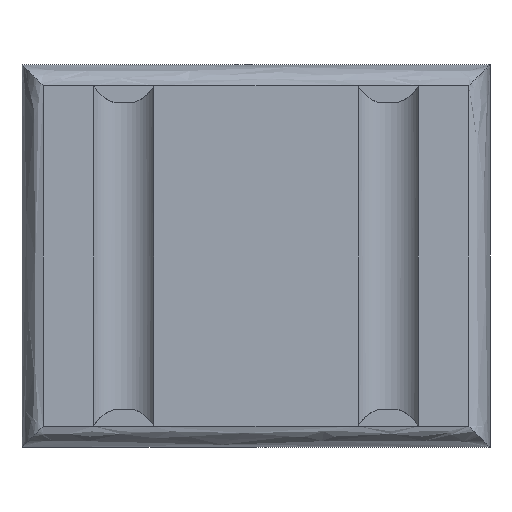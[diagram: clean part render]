
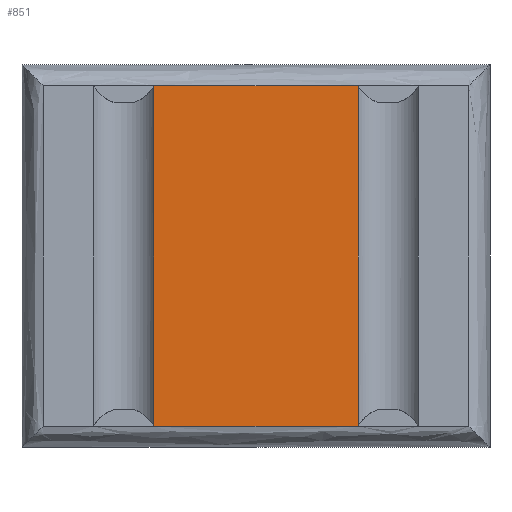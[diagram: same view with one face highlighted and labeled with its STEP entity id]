
A CAD part, front view. The second image highlights one B-rep face of the part: STEP entity #851.
In plain terms, the highlighted planar face has unit normal (0, -1, 0).
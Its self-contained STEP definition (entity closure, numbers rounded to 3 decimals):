
#5 = VERTEX_POINT ( 'NONE', #358 ) ;
#68 = CARTESIAN_POINT ( 'NONE',  ( -1.25, -0.975, -1. ) ) ;
#90 = ORIENTED_EDGE ( 'NONE', *, *, #1379, .T. ) ;
#117 = EDGE_LOOP ( 'NONE', ( #345, #1426, #90, #1216 ) ) ;
#141 = VERTEX_POINT ( 'NONE', #351 ) ;
#302 = LINE ( 'NONE', #1199, #1111 ) ;
#345 = ORIENTED_EDGE ( 'NONE', *, *, #485, .F. ) ;
#351 = CARTESIAN_POINT ( 'NONE',  ( -0.6, -0.975, -1. ) ) ;
#354 = VECTOR ( 'NONE', #877, 1000. ) ;
#358 = CARTESIAN_POINT ( 'NONE',  ( -0.6, -0.975, 1. ) ) ;
#441 = VECTOR ( 'NONE', #460, 1000. ) ;
#460 = DIRECTION ( 'NONE',  ( 0., 0., 1. ) ) ;
#485 = EDGE_CURVE ( 'NONE', #141, #5, #302, .T. ) ;
#530 = LINE ( 'NONE', #857, #835 ) ;
#544 = DIRECTION ( 'NONE',  ( 0., 0., 1. ) ) ;
#554 = EDGE_CURVE ( 'NONE', #788, #5, #530, .T. ) ;
#564 = CARTESIAN_POINT ( 'NONE',  ( 0.6, -0.975, -1. ) ) ;
#642 = DIRECTION ( 'NONE',  ( 0., -1., 0. ) ) ;
#650 = PLANE ( 'NONE',  #1367 ) ;
#659 = FACE_OUTER_BOUND ( 'NONE', #117, .T. ) ;
#728 = LINE ( 'NONE', #68, #354 ) ;
#762 = DIRECTION ( 'NONE',  ( 0., 0., -1. ) ) ;
#788 = VERTEX_POINT ( 'NONE', #848 ) ;
#835 = VECTOR ( 'NONE', #849, 1000. ) ;
#848 = CARTESIAN_POINT ( 'NONE',  ( 0.6, -0.975, 1. ) ) ;
#849 = DIRECTION ( 'NONE',  ( -1., 0., 0. ) ) ;
#851 = ADVANCED_FACE ( 'NONE', ( #659 ), #650, .T. ) ;
#857 = CARTESIAN_POINT ( 'NONE',  ( 1.25, -0.975, 1. ) ) ;
#877 = DIRECTION ( 'NONE',  ( 1., 0., 0. ) ) ;
#1082 = CARTESIAN_POINT ( 'NONE',  ( 0., -0.975, 0. ) ) ;
#1111 = VECTOR ( 'NONE', #544, 1000. ) ;
#1151 = EDGE_CURVE ( 'NONE', #141, #1444, #728, .T. ) ;
#1199 = CARTESIAN_POINT ( 'NONE',  ( -0.6, -0.975, -4. ) ) ;
#1209 = CARTESIAN_POINT ( 'NONE',  ( 0.6, -0.975, -4. ) ) ;
#1216 = ORIENTED_EDGE ( 'NONE', *, *, #554, .T. ) ;
#1317 = LINE ( 'NONE', #1209, #441 ) ;
#1367 = AXIS2_PLACEMENT_3D ( 'NONE', #1082, #642, #762 ) ;
#1379 = EDGE_CURVE ( 'NONE', #1444, #788, #1317, .T. ) ;
#1426 = ORIENTED_EDGE ( 'NONE', *, *, #1151, .T. ) ;
#1444 = VERTEX_POINT ( 'NONE', #564 ) ;
